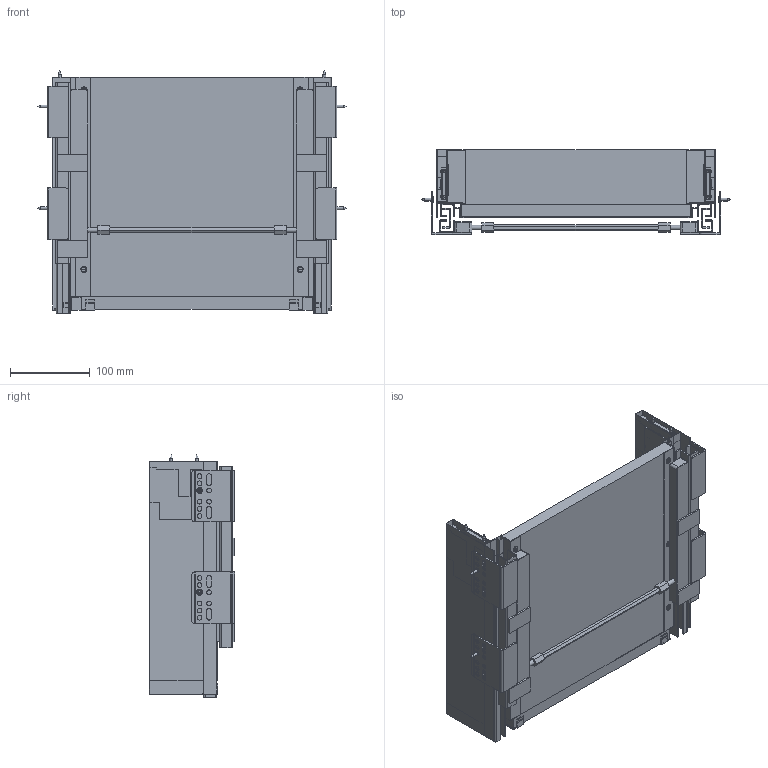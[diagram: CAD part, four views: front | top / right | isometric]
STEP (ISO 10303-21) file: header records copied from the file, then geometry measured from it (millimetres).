
FILE_DESCRIPTION(/* description */ (''),/* implementation_level */ '2;1');
FILE_NAME(/* name */ 'PB-AXISPRO-P2O-KPL300A.stp',/* time_stamp */ '2025-03-19T11:18:29+01:00',/* author */ ('tomaszw'),/* organization */ (''),/* preprocessor_version */ 'ST-DEVELOPER v20',/* originating_system */ 'Autodesk Inventor 2025',/* authorisation */ '');
FILE_SCHEMA (('AUTOMOTIVE_DESIGN { 1 0 10303 214 3 1 1 }'));
Length unit declared in the file: millimetre
Products named in the file (1): PB-AXISPRO-KPL300A1-F
Bounding box: 388.6 x 107 x 304.9 mm (x, y, z)
Volume: 2134667 mm3; surface area: 805812.8 mm2
Topology: 42 solids, 44 shells, 1553 faces, 4042 edges, 2640 vertices
Faces by surface type: plane 1119, cylinder 280, cone 92, bspline 44, torus 16, sphere 2
Full cylindrical faces by diameter (mm): 2 x2, 3.5 x22, 6 x42, 7.5 x20, 7.8 x2, 8.5 x2, 10 x6
Entity records: 47799 total; most frequent: CARTESIAN_POINT 9068, ORIENTED_EDGE 8088, DIRECTION 7638, EDGE_CURVE 4044, LINE 3218, VECTOR 3218, VERTEX_POINT 2640, AXIS2_PLACEMENT_3D 2210
